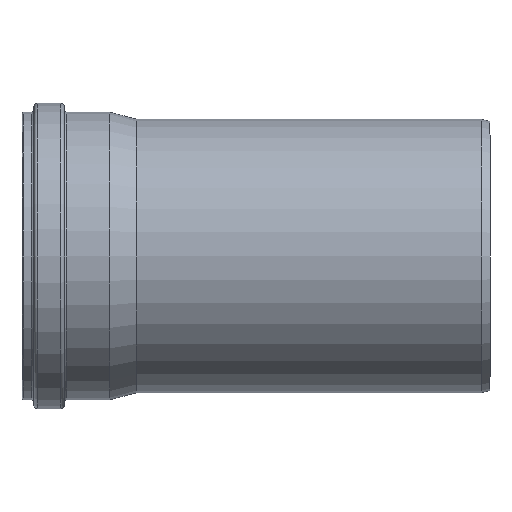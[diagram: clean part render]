
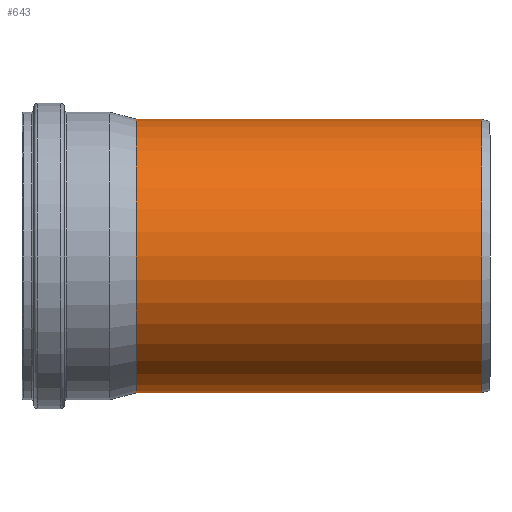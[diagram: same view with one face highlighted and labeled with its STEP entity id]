
A CAD part, left-side view. The second image highlights one B-rep face of the part: STEP entity #643.
In plain terms, the highlighted cylindrical face has radius 200.175 mm (diameter 400.35 mm), a full revolution.
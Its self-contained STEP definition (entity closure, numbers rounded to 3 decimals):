
#61=CYLINDRICAL_SURFACE('',#708,200.175);
#80=B_SPLINE_CURVE_WITH_KNOTS('',3,(#1357,#1358,#1359,#1360,#1361,#1362,
#1363,#1364,#1365,#1366,#1367,#1368,#1369,#1370,#1371,#1372,#1373,#1374,
#1375,#1376,#1377,#1378,#1379,#1380,#1381,#1382,#1383,#1384,#1385,#1386,
#1387,#1388,#1389,#1390,#1391),.UNSPECIFIED.,.T.,.F.,(4,1,1,1,1,1,1,1,1,
1,1,1,1,1,1,1,1,1,1,1,1,1,1,1,1,1,1,1,1,1,1,1,4),(-81.274,-78.372,
-75.469,-72.566,-69.664,-65.794,
-63.859,-60.956,-58.053,-55.151,
-52.248,-50.313,-48.378,-46.443,
-42.572,-38.702,-34.832,-30.962,
-29.027,-27.091,-25.801,-24.511,-23.221,
-22.254,-21.286,-19.351,-16.771,
-15.481,-11.611,-8.708,-5.805,
-2.903,0.),.UNSPECIFIED.);
#84=CIRCLE('',#709,200.175);
#85=CIRCLE('',#710,200.175);
#142=FACE_BOUND('',#266,.T.);
#143=FACE_BOUND('',#267,.T.);
#203=FACE_OUTER_BOUND('',#265,.T.);
#265=EDGE_LOOP('',(#516));
#266=EDGE_LOOP('',(#517));
#267=EDGE_LOOP('',(#518));
#386=VERTEX_POINT('',#1319);
#388=VERTEX_POINT('',#1394);
#389=VERTEX_POINT('',#1396);
#449=EDGE_CURVE('',#386,#386,#80,.T.);
#450=EDGE_CURVE('',#388,#388,#84,.T.);
#451=EDGE_CURVE('',#389,#389,#85,.T.);
#516=ORIENTED_EDGE('',*,*,#450,.F.);
#517=ORIENTED_EDGE('',*,*,#451,.T.);
#518=ORIENTED_EDGE('',*,*,#449,.F.);
#643=ADVANCED_FACE('',(#203,#142,#143),#61,.T.);
#708=AXIS2_PLACEMENT_3D('',#1393,#836,#837);
#709=AXIS2_PLACEMENT_3D('',#1395,#838,#839);
#710=AXIS2_PLACEMENT_3D('',#1397,#840,#841);
#836=DIRECTION('center_axis',(0.,-1.,0.));
#837=DIRECTION('ref_axis',(1.,0.,0.));
#838=DIRECTION('center_axis',(0.,-1.,0.));
#839=DIRECTION('ref_axis',(1.,0.,0.));
#840=DIRECTION('center_axis',(0.,-1.,0.));
#841=DIRECTION('ref_axis',(1.,0.,0.));
#1319=CARTESIAN_POINT('',(166.948,-49.449,110.447));
#1357=CARTESIAN_POINT('Ctrl Pts',(166.948,-49.449,110.447));
#1358=CARTESIAN_POINT('Ctrl Pts',(167.083,-59.966,110.242));
#1359=CARTESIAN_POINT('Ctrl Pts',(168.34,-80.979,108.361));
#1360=CARTESIAN_POINT('Ctrl Pts',(173.823,-110.993,99.603));
#1361=CARTESIAN_POINT('Ctrl Pts',(182.321,-136.925,83.558));
#1362=CARTESIAN_POINT('Ctrl Pts',(192.479,-158.453,57.984));
#1363=CARTESIAN_POINT('Ctrl Pts',(198.886,-169.022,29.063));
#1364=CARTESIAN_POINT('Ctrl Pts',(200.722,-171.969,-1.679));
#1365=CARTESIAN_POINT('Ctrl Pts',(198.83,-168.981,-29.106));
#1366=CARTESIAN_POINT('Ctrl Pts',(192.371,-158.007,-57.598));
#1367=CARTESIAN_POINT('Ctrl Pts',(183.378,-139.455,-81.3));
#1368=CARTESIAN_POINT('Ctrl Pts',(175.628,-116.976,-96.3));
#1369=CARTESIAN_POINT('Ctrl Pts',(170.67,-94.43,-104.671));
#1370=CARTESIAN_POINT('Ctrl Pts',(167.956,-73.978,-108.927));
#1371=CARTESIAN_POINT('Ctrl Pts',(166.397,-45.999,-111.269));
#1372=CARTESIAN_POINT('Ctrl Pts',(167.823,-10.86,-109.164));
#1373=CARTESIAN_POINT('Ctrl Pts',(173.067,30.082,-100.852));
#1374=CARTESIAN_POINT('Ctrl Pts',(180.393,69.213,-87.365));
#1375=CARTESIAN_POINT('Ctrl Pts',(187.333,99.554,-71.375));
#1376=CARTESIAN_POINT('Ctrl Pts',(192.727,121.2,-54.714));
#1377=CARTESIAN_POINT('Ctrl Pts',(195.997,133.736,-41.475));
#1378=CARTESIAN_POINT('Ctrl Pts',(198.323,142.426,-28.077));
#1379=CARTESIAN_POINT('Ctrl Pts',(199.732,147.611,-15.36));
#1380=CARTESIAN_POINT('Ctrl Pts',(200.277,149.599,-2.878));
#1381=CARTESIAN_POINT('Ctrl Pts',(200.078,148.873,8.551));
#1382=CARTESIAN_POINT('Ctrl Pts',(199.168,145.544,21.879));
#1383=CARTESIAN_POINT('Ctrl Pts',(196.66,136.277,39.08));
#1384=CARTESIAN_POINT('Ctrl Pts',(192.939,122.043,53.933));
#1385=CARTESIAN_POINT('Ctrl Pts',(187.575,100.491,70.633));
#1386=CARTESIAN_POINT('Ctrl Pts',(181.761,75.384,84.349));
#1387=CARTESIAN_POINT('Ctrl Pts',(175.468,43.269,96.546));
#1388=CARTESIAN_POINT('Ctrl Pts',(170.751,13.13,104.56));
#1389=CARTESIAN_POINT('Ctrl Pts',(167.525,-17.878,109.591));
#1390=CARTESIAN_POINT('Ctrl Pts',(166.812,-38.932,110.652));
#1391=CARTESIAN_POINT('Ctrl Pts',(166.948,-49.449,110.447));
#1393=CARTESIAN_POINT('Origin',(0.,-49.557,
0.));
#1394=CARTESIAN_POINT('',(200.175,-302.461,0.));
#1395=CARTESIAN_POINT('Origin',(0.,-302.461,0.));
#1396=CARTESIAN_POINT('',(200.175,203.348,0.));
#1397=CARTESIAN_POINT('Origin',(0.,203.348,
0.));
